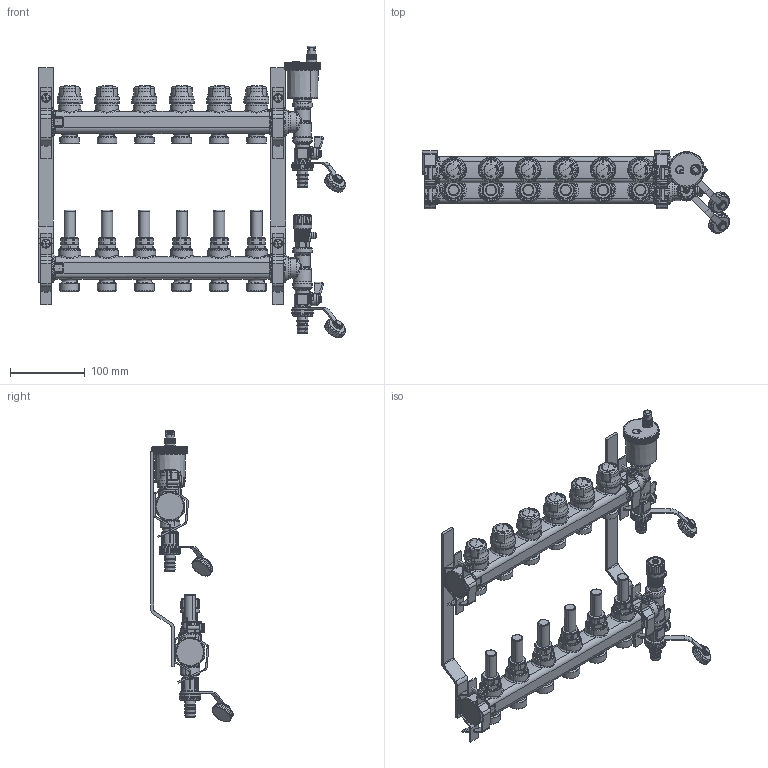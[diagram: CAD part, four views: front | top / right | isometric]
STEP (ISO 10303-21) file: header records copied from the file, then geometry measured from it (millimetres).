
FILE_DESCRIPTION(('CATIA V5 STEP Exchange'),'2;1');
FILE_NAME('STEP_6656F1_-_TST.stp','2018-02-27T13:07:45+00:00',('none'),('none'),'CATIA Version 5-6 Release 2016 SP4','CATIA V5 STEP AP203','none');
FILE_SCHEMA(('CONFIG_CONTROL_DESIGN'));
Products named in the file (1): _6656f10001_sw0001
Bounding box: 410.95 x 109.97 x 390.35 mm (x, y, z)
Surface area: 275600.4 mm2 (no closed solid volume)
Topology: 0 solids, 168 shells, 4215 faces, 13351 edges, 8747 vertices
Faces by surface type: cylinder 1204, plane 896, bspline 786, torus 730, cone 302, sphere 297
Entity records: 193169 total; most frequent: CARTESIAN_POINT 96687, ORIENTED_EDGE 21977, DIRECTION 14106, EDGE_CURVE 13145, VERTEX_POINT 8747, AXIS2_PLACEMENT_3D 7062, B_SPLINE_CURVE_WITH_KNOTS 4339, ADVANCED_FACE 4215
